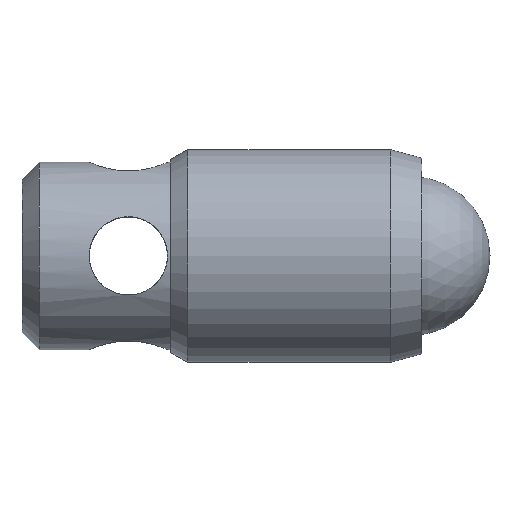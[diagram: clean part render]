
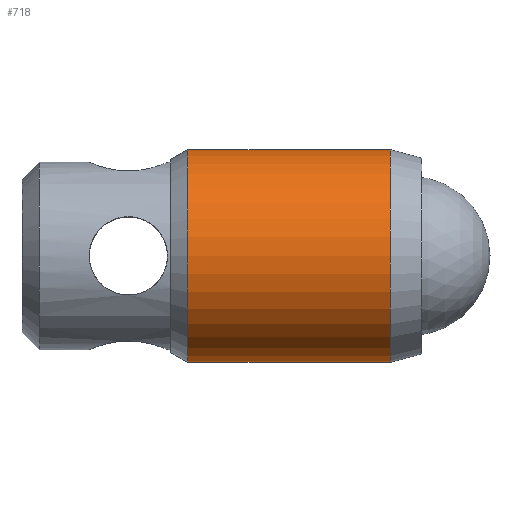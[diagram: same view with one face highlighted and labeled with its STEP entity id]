
A CAD part, top view. The second image highlights one B-rep face of the part: STEP entity #718.
In plain terms, the highlighted cylindrical face has radius 3.175 mm (diameter 6.35 mm), a partial arc.
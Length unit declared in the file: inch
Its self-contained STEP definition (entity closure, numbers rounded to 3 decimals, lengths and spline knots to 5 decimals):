
#26 = ORIENTED_EDGE ( 'NONE', *, *, #53, .F. ) ;
#53 = EDGE_CURVE ( 'NONE', #1695, #1788, #1521, .T. ) ;
#169 = CARTESIAN_POINT ( 'NONE',  ( -0.01383, 0., 0. ) ) ;
#189 = VECTOR ( 'NONE', #1367, 39.37008 ) ;
#198 = CARTESIAN_POINT ( 'NONE',  ( -0.1425, 0., 0. ) ) ;
#201 = FACE_OUTER_BOUND ( 'NONE', #216, .T. ) ;
#216 = EDGE_LOOP ( 'NONE', ( #1144, #1215, #484, #26 ) ) ;
#257 = CARTESIAN_POINT ( 'NONE',  ( -0.1425, 0.125, 0. ) ) ;
#274 = CARTESIAN_POINT ( 'NONE',  ( -0.01383, -0.125, 0. ) ) ;
#345 = VERTEX_POINT ( 'NONE', #1252 ) ;
#362 = DIRECTION ( 'NONE',  ( 0., 1., 0. ) ) ;
#370 = VERTEX_POINT ( 'NONE', #1454 ) ;
#378 = CIRCLE ( 'NONE', #1552, 0.125 ) ;
#484 = ORIENTED_EDGE ( 'NONE', *, *, #1028, .F. ) ;
#569 = EDGE_CURVE ( 'NONE', #370, #345, #1026, .T. ) ;
#718 = ADVANCED_FACE ( 'NONE', ( #201 ), #2203, .T. ) ;
#777 = DIRECTION ( 'NONE',  ( 1., 0., 0. ) ) ;
#930 = DIRECTION ( 'NONE',  ( 0., 1., 0. ) ) ;
#1026 = LINE ( 'NONE', #274, #1724 ) ;
#1028 = EDGE_CURVE ( 'NONE', #1788, #345, #378, .T. ) ;
#1144 = ORIENTED_EDGE ( 'NONE', *, *, #1412, .T. ) ;
#1215 = ORIENTED_EDGE ( 'NONE', *, *, #569, .T. ) ;
#1252 = CARTESIAN_POINT ( 'NONE',  ( 0.09518, -0.125, 0. ) ) ;
#1367 = DIRECTION ( 'NONE',  ( 1., 0., 0. ) ) ;
#1381 = DIRECTION ( 'NONE',  ( 1., 0., 0. ) ) ;
#1412 = EDGE_CURVE ( 'NONE', #1695, #370, #1769, .T. ) ;
#1454 = CARTESIAN_POINT ( 'NONE',  ( -0.1425, -0.125, 0. ) ) ;
#1458 = CARTESIAN_POINT ( 'NONE',  ( 0.09518, 0.125, 0. ) ) ;
#1459 = DIRECTION ( 'NONE',  ( 1., 0., 0. ) ) ;
#1521 = LINE ( 'NONE', #2121, #189 ) ;
#1552 = AXIS2_PLACEMENT_3D ( 'NONE', #1810, #777, #1983 ) ;
#1655 = AXIS2_PLACEMENT_3D ( 'NONE', #198, #1381, #362 ) ;
#1695 = VERTEX_POINT ( 'NONE', #257 ) ;
#1724 = VECTOR ( 'NONE', #1459, 39.37008 ) ;
#1769 = CIRCLE ( 'NONE', #1655, 0.125 ) ;
#1788 = VERTEX_POINT ( 'NONE', #1458 ) ;
#1810 = CARTESIAN_POINT ( 'NONE',  ( 0.09518, 0., 0. ) ) ;
#1961 = AXIS2_PLACEMENT_3D ( 'NONE', #169, #1971, #930 ) ;
#1971 = DIRECTION ( 'NONE',  ( 1., 0., 0. ) ) ;
#1983 = DIRECTION ( 'NONE',  ( 0., 1., 0. ) ) ;
#2121 = CARTESIAN_POINT ( 'NONE',  ( -0.01383, 0.125, 0. ) ) ;
#2203 = CYLINDRICAL_SURFACE ( 'NONE', #1961, 0.125 ) ;
